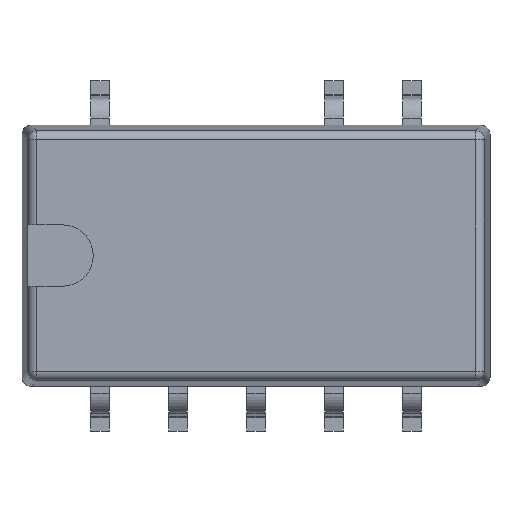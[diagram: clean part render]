
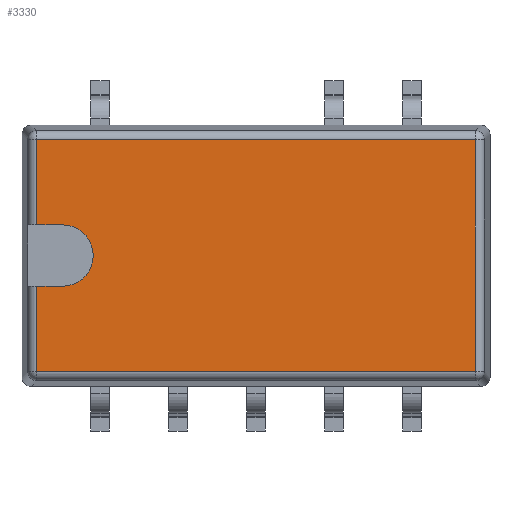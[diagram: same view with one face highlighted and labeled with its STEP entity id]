
A CAD part, top view. The second image highlights one B-rep face of the part: STEP entity #3330.
In plain terms, the highlighted planar face has unit normal (0, 0, 1).
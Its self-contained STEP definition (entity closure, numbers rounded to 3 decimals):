
#3037 = VERTEX_POINT('',#3038);
#3038 = CARTESIAN_POINT('',(-6.3,1.,8.25));
#3044 = EDGE_CURVE('',#3045,#3037,#3047,.T.);
#3045 = VERTEX_POINT('',#3046);
#3046 = CARTESIAN_POINT('',(-5.3,0.,8.25));
#3047 = CIRCLE('',#3048,1.);
#3048 = AXIS2_PLACEMENT_3D('',#3049,#3050,#3051);
#3049 = CARTESIAN_POINT('',(-6.3,0.,8.25));
#3050 = DIRECTION('',(0.,0.,1.));
#3051 = DIRECTION('',(1.,0.,0.));
#3076 = EDGE_CURVE('',#3077,#3045,#3079,.T.);
#3077 = VERTEX_POINT('',#3078);
#3078 = CARTESIAN_POINT('',(-6.3,-1.,8.25));
#3079 = CIRCLE('',#3080,1.);
#3080 = AXIS2_PLACEMENT_3D('',#3081,#3082,#3083);
#3081 = CARTESIAN_POINT('',(-6.3,0.,8.25));
#3082 = DIRECTION('',(0.,0.,1.));
#3083 = DIRECTION('',(1.,0.,0.));
#3112 = VERTEX_POINT('',#3113);
#3113 = CARTESIAN_POINT('',(-7.14,-1.,8.25));
#3129 = VERTEX_POINT('',#3130);
#3130 = CARTESIAN_POINT('',(-7.14,-3.77,
    8.25));
#3137 = EDGE_CURVE('',#3112,#3129,#3138,.T.);
#3138 = LINE('',#3139,#3140);
#3139 = CARTESIAN_POINT('',(-7.14,-4.06,
    8.25));
#3140 = VECTOR('',#3141,1.);
#3141 = DIRECTION('',(-0.,-1.,-0.));
#3330 = ADVANCED_FACE('',(#3331),#3380,.T.);
#3331 = FACE_BOUND('',#3332,.T.);
#3332 = EDGE_LOOP('',(#3333,#3339,#3340,#3348,#3356,#3364,#3372,#3378,
    #3379));
#3333 = ORIENTED_EDGE('',*,*,#3334,.F.);
#3334 = EDGE_CURVE('',#3112,#3077,#3335,.T.);
#3335 = LINE('',#3336,#3337);
#3336 = CARTESIAN_POINT('',(-6.3,-1.,8.25));
#3337 = VECTOR('',#3338,1.);
#3338 = DIRECTION('',(1.,0.,0.));
#3339 = ORIENTED_EDGE('',*,*,#3137,.T.);
#3340 = ORIENTED_EDGE('',*,*,#3341,.T.);
#3341 = EDGE_CURVE('',#3129,#3342,#3344,.T.);
#3342 = VERTEX_POINT('',#3343);
#3343 = CARTESIAN_POINT('',(7.14,-3.77,
    8.25));
#3344 = LINE('',#3345,#3346);
#3345 = CARTESIAN_POINT('',(7.43,-3.77,8.25
    ));
#3346 = VECTOR('',#3347,1.);
#3347 = DIRECTION('',(1.,0.,0.));
#3348 = ORIENTED_EDGE('',*,*,#3349,.T.);
#3349 = EDGE_CURVE('',#3342,#3350,#3352,.T.);
#3350 = VERTEX_POINT('',#3351);
#3351 = CARTESIAN_POINT('',(7.14,3.77,8.25
    ));
#3352 = LINE('',#3353,#3354);
#3353 = CARTESIAN_POINT('',(7.14,4.06,8.25)
  );
#3354 = VECTOR('',#3355,1.);
#3355 = DIRECTION('',(0.,1.,0.));
#3356 = ORIENTED_EDGE('',*,*,#3357,.T.);
#3357 = EDGE_CURVE('',#3350,#3358,#3360,.T.);
#3358 = VERTEX_POINT('',#3359);
#3359 = CARTESIAN_POINT('',(-7.14,3.77,
    8.25));
#3360 = LINE('',#3361,#3362);
#3361 = CARTESIAN_POINT('',(-7.43,3.77,8.25
    ));
#3362 = VECTOR('',#3363,1.);
#3363 = DIRECTION('',(-1.,0.,0.));
#3364 = ORIENTED_EDGE('',*,*,#3365,.T.);
#3365 = EDGE_CURVE('',#3358,#3366,#3368,.T.);
#3366 = VERTEX_POINT('',#3367);
#3367 = CARTESIAN_POINT('',(-7.14,1.,8.25));
#3368 = LINE('',#3369,#3370);
#3369 = CARTESIAN_POINT('',(-7.14,-4.06,
    8.25));
#3370 = VECTOR('',#3371,1.);
#3371 = DIRECTION('',(-0.,-1.,-0.));
#3372 = ORIENTED_EDGE('',*,*,#3373,.F.);
#3373 = EDGE_CURVE('',#3037,#3366,#3374,.T.);
#3374 = LINE('',#3375,#3376);
#3375 = CARTESIAN_POINT('',(-6.3,1.,8.25));
#3376 = VECTOR('',#3377,1.);
#3377 = DIRECTION('',(-1.,0.,0.));
#3378 = ORIENTED_EDGE('',*,*,#3044,.F.);
#3379 = ORIENTED_EDGE('',*,*,#3076,.F.);
#3380 = PLANE('',#3381);
#3381 = AXIS2_PLACEMENT_3D('',#3382,#3383,#3384);
#3382 = CARTESIAN_POINT('',(0.,0.,8.25));
#3383 = DIRECTION('',(0.,0.,1.));
#3384 = DIRECTION('',(1.,0.,0.));
